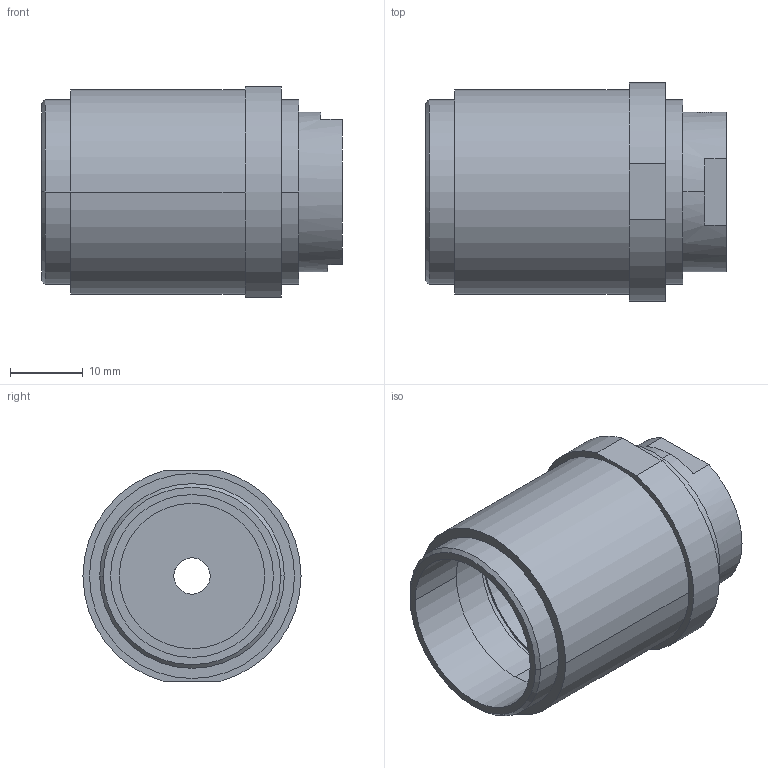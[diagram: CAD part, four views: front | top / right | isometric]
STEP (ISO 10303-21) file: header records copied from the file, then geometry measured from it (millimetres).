
FILE_DESCRIPTION((''),'2;1');
FILE_NAME('LGC','2023-03-31T',('zkm'),(''),'PRO/ENGINEER BY PARAMETRIC TECHNOLOGY CORPORATION, 2004110','PRO/ENGINEER BY PARAMETRIC TECHNOLOGY CORPORATION, 2004110','');
FILE_SCHEMA(('CONFIG_CONTROL_DESIGN'));
Length unit declared in the file: millimetre
Products named in the file (1): LGC
Bounding box: 41.4 x 30 x 29 mm (x, y, z)
Volume: 12518.5 mm3; surface area: 10649.9 mm2
Topology: 1 solids, 7 shells, 69 faces, 182 edges, 125 vertices
Faces by surface type: cylinder 36, plane 19, cone 14
Entity records: 2335 total; most frequent: CARTESIAN_POINT 476, DIRECTION 421, ORIENTED_EDGE 344, EDGE_CURVE 182, AXIS2_PLACEMENT_3D 178, VERTEX_POINT 125, CIRCLE 108, EDGE_LOOP 83
